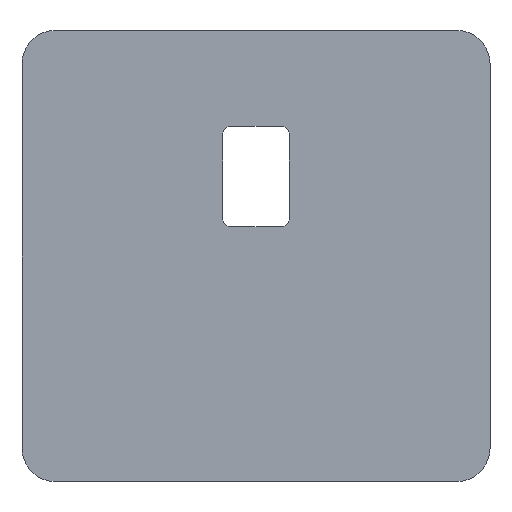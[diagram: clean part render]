
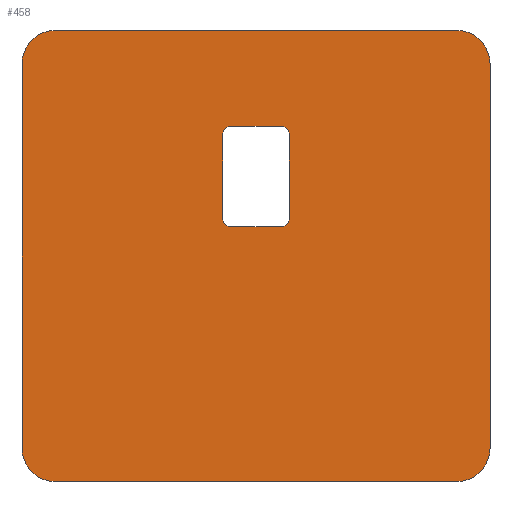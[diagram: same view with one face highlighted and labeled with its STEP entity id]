
A CAD part, front view. The second image highlights one B-rep face of the part: STEP entity #458.
In plain terms, the highlighted planar face has unit normal (0, -1, 0).
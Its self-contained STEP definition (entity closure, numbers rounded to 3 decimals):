
#2 = DIRECTION ( 'NONE',  ( -1., 0., 0. ) ) ;
#4 = CARTESIAN_POINT ( 'NONE',  ( 12., 0., 13.5 ) ) ;
#8 = VERTEX_POINT ( 'NONE', #692 ) ;
#61 = CARTESIAN_POINT ( 'NONE',  ( 12., 0., -13.5 ) ) ;
#82 = CARTESIAN_POINT ( 'NONE',  ( -1.5, 0., 7.75 ) ) ;
#83 = DIRECTION ( 'NONE',  ( 0., 0., -1. ) ) ;
#92 = EDGE_CURVE ( 'NONE', #195, #482, #1185, .T. ) ;
#98 = VERTEX_POINT ( 'NONE', #381 ) ;
#101 = ORIENTED_EDGE ( 'NONE', *, *, #687, .F. ) ;
#106 = LINE ( 'NONE', #926, #797 ) ;
#111 = ORIENTED_EDGE ( 'NONE', *, *, #298, .T. ) ;
#116 = DIRECTION ( 'NONE',  ( 0., -1., 0. ) ) ;
#129 = CARTESIAN_POINT ( 'NONE',  ( -14., 0., 13.5 ) ) ;
#131 = CARTESIAN_POINT ( 'NONE',  ( 2., 0., 7.25 ) ) ;
#161 = DIRECTION ( 'NONE',  ( 0., 0., -1. ) ) ;
#162 = VERTEX_POINT ( 'NONE', #1194 ) ;
#166 = VERTEX_POINT ( 'NONE', #280 ) ;
#170 = DIRECTION ( 'NONE',  ( 0., 1., 0. ) ) ;
#175 = EDGE_CURVE ( 'NONE', #1279, #166, #774, .T. ) ;
#187 = CARTESIAN_POINT ( 'NONE',  ( -2., 0., 1.75 ) ) ;
#191 = DIRECTION ( 'NONE',  ( 0., 1., 0. ) ) ;
#195 = VERTEX_POINT ( 'NONE', #606 ) ;
#202 = CARTESIAN_POINT ( 'NONE',  ( -2., 0., 7.75 ) ) ;
#218 = EDGE_CURVE ( 'NONE', #1197, #1116, #1088, .T. ) ;
#221 = CARTESIAN_POINT ( 'NONE',  ( 12., 0., -11.5 ) ) ;
#222 = ORIENTED_EDGE ( 'NONE', *, *, #941, .T. ) ;
#229 = DIRECTION ( 'NONE',  ( 0., 0., -1. ) ) ;
#239 = ORIENTED_EDGE ( 'NONE', *, *, #1277, .T. ) ;
#250 = VECTOR ( 'NONE', #896, 1000. ) ;
#252 = ORIENTED_EDGE ( 'NONE', *, *, #550, .T. ) ;
#259 = DIRECTION ( 'NONE',  ( 0., -1., 0. ) ) ;
#274 = DIRECTION ( 'NONE',  ( 0., 0., -1. ) ) ;
#280 = CARTESIAN_POINT ( 'NONE',  ( 1.5, 0., 7.75 ) ) ;
#282 = EDGE_CURVE ( 'NONE', #475, #361, #1248, .T. ) ;
#285 = ORIENTED_EDGE ( 'NONE', *, *, #508, .T. ) ;
#298 = EDGE_CURVE ( 'NONE', #1129, #475, #1015, .T. ) ;
#307 = AXIS2_PLACEMENT_3D ( 'NONE', #1243, #321, #431 ) ;
#311 = AXIS2_PLACEMENT_3D ( 'NONE', #642, #937, #543 ) ;
#321 = DIRECTION ( 'NONE',  ( 0., 1., 0. ) ) ;
#323 = CARTESIAN_POINT ( 'NONE',  ( 0., 0., 0. ) ) ;
#325 = VECTOR ( 'NONE', #1030, 1000. ) ;
#337 = FACE_BOUND ( 'NONE', #1298, .T. ) ;
#342 = PLANE ( 'NONE',  #1060 ) ;
#350 = VERTEX_POINT ( 'NONE', #61 ) ;
#361 = VERTEX_POINT ( 'NONE', #776 ) ;
#369 = CARTESIAN_POINT ( 'NONE',  ( -1.5, 0., 2.25 ) ) ;
#381 = CARTESIAN_POINT ( 'NONE',  ( 14., 0., 11.5 ) ) ;
#410 = DIRECTION ( 'NONE',  ( 0., 0., 1. ) ) ;
#412 = CIRCLE ( 'NONE', #1166, 2. ) ;
#431 = DIRECTION ( 'NONE',  ( 0., 0., -1. ) ) ;
#445 = EDGE_CURVE ( 'NONE', #195, #1013, #608, .T. ) ;
#450 = CIRCLE ( 'NONE', #624, 0.5 ) ;
#458 = ADVANCED_FACE ( 'NONE', ( #337, #1253 ), #342, .T. ) ;
#468 = CIRCLE ( 'NONE', #664, 2. ) ;
#475 = VERTEX_POINT ( 'NONE', #1146 ) ;
#482 = VERTEX_POINT ( 'NONE', #4 ) ;
#501 = ORIENTED_EDGE ( 'NONE', *, *, #282, .T. ) ;
#503 = AXIS2_PLACEMENT_3D ( 'NONE', #1328, #513, #83 ) ;
#508 = EDGE_CURVE ( 'NONE', #350, #8, #412, .T. ) ;
#513 = DIRECTION ( 'NONE',  ( 0., -1., 0. ) ) ;
#521 = LINE ( 'NONE', #129, #1144 ) ;
#530 = DIRECTION ( 'NONE',  ( 0., 0., -1. ) ) ;
#542 = EDGE_CURVE ( 'NONE', #1197, #1013, #521, .T. ) ;
#543 = DIRECTION ( 'NONE',  ( 0., 0., -1. ) ) ;
#544 = VECTOR ( 'NONE', #911, 1000. ) ;
#550 = EDGE_CURVE ( 'NONE', #162, #1279, #884, .T. ) ;
#560 = CARTESIAN_POINT ( 'NONE',  ( -12., 0., -13.5 ) ) ;
#568 = CARTESIAN_POINT ( 'NONE',  ( -14., 0., 13.5 ) ) ;
#602 = VECTOR ( 'NONE', #885, 1000. ) ;
#606 = CARTESIAN_POINT ( 'NONE',  ( -12., 0., 13.5 ) ) ;
#608 = CIRCLE ( 'NONE', #311, 2. ) ;
#622 = CARTESIAN_POINT ( 'NONE',  ( -14., 0., 11.5 ) ) ;
#624 = AXIS2_PLACEMENT_3D ( 'NONE', #369, #780, #274 ) ;
#634 = ORIENTED_EDGE ( 'NONE', *, *, #92, .F. ) ;
#642 = CARTESIAN_POINT ( 'NONE',  ( -12., 0., 11.5 ) ) ;
#658 = LINE ( 'NONE', #840, #1263 ) ;
#664 = AXIS2_PLACEMENT_3D ( 'NONE', #1002, #259, #161 ) ;
#678 = ORIENTED_EDGE ( 'NONE', *, *, #1195, .F. ) ;
#687 = EDGE_CURVE ( 'NONE', #350, #1116, #106, .T. ) ;
#692 = CARTESIAN_POINT ( 'NONE',  ( 14., 0., -11.5 ) ) ;
#715 = DIRECTION ( 'NONE',  ( 0., 0., -1. ) ) ;
#733 = AXIS2_PLACEMENT_3D ( 'NONE', #1114, #170, #1196 ) ;
#739 = DIRECTION ( 'NONE',  ( 0., -1., 0. ) ) ;
#745 = DIRECTION ( 'NONE',  ( 0., 0., -1. ) ) ;
#766 = EDGE_LOOP ( 'NONE', ( #101, #285, #678, #239, #634, #893, #1203, #1080 ) ) ;
#774 = LINE ( 'NONE', #1003, #1315 ) ;
#776 = CARTESIAN_POINT ( 'NONE',  ( 1.5, 0., 1.75 ) ) ;
#780 = DIRECTION ( 'NONE',  ( 0., 1., 0. ) ) ;
#797 = VECTOR ( 'NONE', #2, 1000. ) ;
#809 = ORIENTED_EDGE ( 'NONE', *, *, #877, .T. ) ;
#812 = VERTEX_POINT ( 'NONE', #992 ) ;
#840 = CARTESIAN_POINT ( 'NONE',  ( 14., 0., 13.5 ) ) ;
#852 = ORIENTED_EDGE ( 'NONE', *, *, #1217, .T. ) ;
#863 = AXIS2_PLACEMENT_3D ( 'NONE', #1113, #191, #715 ) ;
#877 = EDGE_CURVE ( 'NONE', #166, #1129, #1303, .T. ) ;
#884 = CIRCLE ( 'NONE', #307, 0.5 ) ;
#885 = DIRECTION ( 'NONE',  ( -1., 0., 0. ) ) ;
#893 = ORIENTED_EDGE ( 'NONE', *, *, #445, .T. ) ;
#896 = DIRECTION ( 'NONE',  ( 1., 0., 0. ) ) ;
#911 = DIRECTION ( 'NONE',  ( 0., 0., -1. ) ) ;
#912 = LINE ( 'NONE', #202, #325 ) ;
#926 = CARTESIAN_POINT ( 'NONE',  ( -14., 0., -13.5 ) ) ;
#937 = DIRECTION ( 'NONE',  ( 0., -1., 0. ) ) ;
#941 = EDGE_CURVE ( 'NONE', #361, #812, #1107, .T. ) ;
#958 = EDGE_CURVE ( 'NONE', #977, #162, #912, .T. ) ;
#977 = VERTEX_POINT ( 'NONE', #1131 ) ;
#992 = CARTESIAN_POINT ( 'NONE',  ( -1.5, 0., 1.75 ) ) ;
#1002 = CARTESIAN_POINT ( 'NONE',  ( 12., 0., 11.5 ) ) ;
#1003 = CARTESIAN_POINT ( 'NONE',  ( -2., 0., 7.75 ) ) ;
#1013 = VERTEX_POINT ( 'NONE', #622 ) ;
#1015 = LINE ( 'NONE', #1128, #544 ) ;
#1030 = DIRECTION ( 'NONE',  ( 0., 0., 1. ) ) ;
#1045 = CARTESIAN_POINT ( 'NONE',  ( -14., 0., -11.5 ) ) ;
#1060 = AXIS2_PLACEMENT_3D ( 'NONE', #323, #116, #745 ) ;
#1080 = ORIENTED_EDGE ( 'NONE', *, *, #218, .T. ) ;
#1088 = CIRCLE ( 'NONE', #503, 2. ) ;
#1099 = DIRECTION ( 'NONE',  ( 1., 0., 0. ) ) ;
#1107 = LINE ( 'NONE', #187, #602 ) ;
#1113 = CARTESIAN_POINT ( 'NONE',  ( 1.5, 0., 2.25 ) ) ;
#1114 = CARTESIAN_POINT ( 'NONE',  ( 1.5, 0., 7.25 ) ) ;
#1116 = VERTEX_POINT ( 'NONE', #560 ) ;
#1128 = CARTESIAN_POINT ( 'NONE',  ( 2., 0., 7.75 ) ) ;
#1129 = VERTEX_POINT ( 'NONE', #131 ) ;
#1131 = CARTESIAN_POINT ( 'NONE',  ( -2., 0., 2.25 ) ) ;
#1144 = VECTOR ( 'NONE', #410, 1000. ) ;
#1146 = CARTESIAN_POINT ( 'NONE',  ( 2., 0., 2.25 ) ) ;
#1166 = AXIS2_PLACEMENT_3D ( 'NONE', #221, #739, #530 ) ;
#1185 = LINE ( 'NONE', #568, #250 ) ;
#1194 = CARTESIAN_POINT ( 'NONE',  ( -2., 0., 7.25 ) ) ;
#1195 = EDGE_CURVE ( 'NONE', #98, #8, #658, .T. ) ;
#1196 = DIRECTION ( 'NONE',  ( 0., 0., -1. ) ) ;
#1197 = VERTEX_POINT ( 'NONE', #1045 ) ;
#1203 = ORIENTED_EDGE ( 'NONE', *, *, #542, .F. ) ;
#1217 = EDGE_CURVE ( 'NONE', #812, #977, #450, .T. ) ;
#1223 = ORIENTED_EDGE ( 'NONE', *, *, #958, .T. ) ;
#1243 = CARTESIAN_POINT ( 'NONE',  ( -1.5, 0., 7.25 ) ) ;
#1248 = CIRCLE ( 'NONE', #863, 0.5 ) ;
#1253 = FACE_OUTER_BOUND ( 'NONE', #766, .T. ) ;
#1263 = VECTOR ( 'NONE', #229, 1000. ) ;
#1277 = EDGE_CURVE ( 'NONE', #98, #482, #468, .T. ) ;
#1279 = VERTEX_POINT ( 'NONE', #82 ) ;
#1298 = EDGE_LOOP ( 'NONE', ( #1320, #809, #111, #501, #222, #852, #1223, #252 ) ) ;
#1303 = CIRCLE ( 'NONE', #733, 0.5 ) ;
#1315 = VECTOR ( 'NONE', #1099, 1000. ) ;
#1320 = ORIENTED_EDGE ( 'NONE', *, *, #175, .T. ) ;
#1328 = CARTESIAN_POINT ( 'NONE',  ( -12., 0., -11.5 ) ) ;
